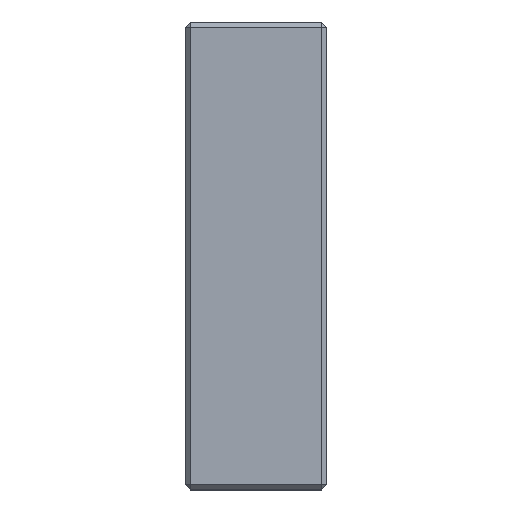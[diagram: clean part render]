
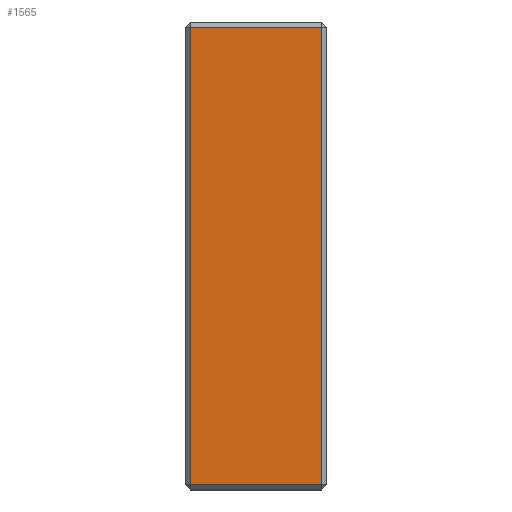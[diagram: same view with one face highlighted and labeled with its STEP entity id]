
A CAD part, left-side view. The second image highlights one B-rep face of the part: STEP entity #1565.
In plain terms, the highlighted planar face has unit normal (-1, 0, 0).
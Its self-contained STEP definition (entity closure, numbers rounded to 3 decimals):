
#85 = ORIENTED_EDGE ( 'NONE', *, *, #371, .T. ) ;
#194 = DIRECTION ( 'NONE',  ( 0., 0., 1. ) ) ;
#222 = CARTESIAN_POINT ( 'NONE',  ( -460., 24.5, 85.5 ) ) ;
#264 = VECTOR ( 'NONE', #194, 1000. ) ;
#301 = EDGE_CURVE ( 'NONE', #865, #2016, #1399, .T. ) ;
#308 = DIRECTION ( 'NONE',  ( 0., -1., 0. ) ) ;
#319 = VECTOR ( 'NONE', #308, 1000. ) ;
#371 = EDGE_CURVE ( 'NONE', #2016, #1227, #782, .T. ) ;
#533 = CARTESIAN_POINT ( 'NONE',  ( -460., 24.5, -85.5 ) ) ;
#538 = DIRECTION ( 'NONE',  ( 0., 0., -1. ) ) ;
#546 = DIRECTION ( 'NONE',  ( 1., 0., 0. ) ) ;
#556 = VECTOR ( 'NONE', #2275, 1000. ) ;
#751 = CARTESIAN_POINT ( 'NONE',  ( -460., 26.5, 85.5 ) ) ;
#782 = LINE ( 'NONE', #1081, #264 ) ;
#850 = CARTESIAN_POINT ( 'NONE',  ( -460., 26.5, 87.5 ) ) ;
#865 = VERTEX_POINT ( 'NONE', #533 ) ;
#961 = CARTESIAN_POINT ( 'NONE',  ( -460., -24.5, 85.5 ) ) ;
#1025 = VERTEX_POINT ( 'NONE', #222 ) ;
#1027 = AXIS2_PLACEMENT_3D ( 'NONE', #850, #546, #538 ) ;
#1081 = CARTESIAN_POINT ( 'NONE',  ( -460., -24.5, 87.5 ) ) ;
#1084 = LINE ( 'NONE', #2235, #1407 ) ;
#1227 = VERTEX_POINT ( 'NONE', #961 ) ;
#1228 = ORIENTED_EDGE ( 'NONE', *, *, #1920, .T. ) ;
#1283 = DIRECTION ( 'NONE',  ( 0., 0., -1. ) ) ;
#1330 = CARTESIAN_POINT ( 'NONE',  ( -460., -24.5, -85.5 ) ) ;
#1399 = LINE ( 'NONE', #1547, #319 ) ;
#1407 = VECTOR ( 'NONE', #1283, 1000. ) ;
#1547 = CARTESIAN_POINT ( 'NONE',  ( -460., 26.5, -85.5 ) ) ;
#1565 = ADVANCED_FACE ( 'NONE', ( #1778 ), #1586, .F. ) ;
#1586 = PLANE ( 'NONE',  #1027 ) ;
#1602 = ORIENTED_EDGE ( 'NONE', *, *, #2320, .T. ) ;
#1778 = FACE_OUTER_BOUND ( 'NONE', #2280, .T. ) ;
#1920 = EDGE_CURVE ( 'NONE', #1025, #865, #1084, .T. ) ;
#2004 = LINE ( 'NONE', #751, #556 ) ;
#2016 = VERTEX_POINT ( 'NONE', #1330 ) ;
#2059 = ORIENTED_EDGE ( 'NONE', *, *, #301, .T. ) ;
#2235 = CARTESIAN_POINT ( 'NONE',  ( -460., 24.5, -87.5 ) ) ;
#2275 = DIRECTION ( 'NONE',  ( 0., 1., 0. ) ) ;
#2280 = EDGE_LOOP ( 'NONE', ( #1228, #2059, #85, #1602 ) ) ;
#2320 = EDGE_CURVE ( 'NONE', #1227, #1025, #2004, .T. ) ;
